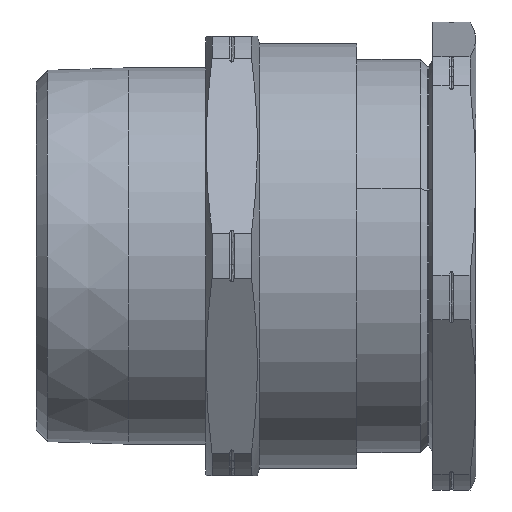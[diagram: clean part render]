
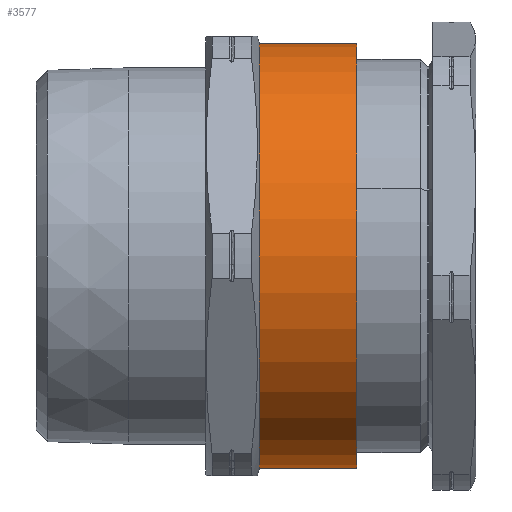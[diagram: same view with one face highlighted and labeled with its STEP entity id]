
A CAD part, front view. The second image highlights one B-rep face of the part: STEP entity #3577.
In plain terms, the highlighted cylindrical face has radius 34 mm (diameter 68 mm), a partial arc.
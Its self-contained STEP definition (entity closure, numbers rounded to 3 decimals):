
#198 = CARTESIAN_POINT ( 'NONE',  ( 51.4, 0., 34. ) ) ;
#207 = VECTOR ( 'NONE', #3485, 1000. ) ;
#317 = LINE ( 'NONE', #410, #840 ) ;
#365 = EDGE_CURVE ( 'NONE', #778, #3359, #2011, .T. ) ;
#410 = CARTESIAN_POINT ( 'NONE',  ( 51.4, 0., -34. ) ) ;
#535 = ORIENTED_EDGE ( 'NONE', *, *, #920, .T. ) ;
#588 = EDGE_CURVE ( 'NONE', #3295, #778, #965, .T. ) ;
#627 = DIRECTION ( 'NONE',  ( 0., 0., -1. ) ) ;
#758 = CARTESIAN_POINT ( 'NONE',  ( 51.4, 0., 34. ) ) ;
#763 = CARTESIAN_POINT ( 'NONE',  ( 35.8, 0., 0. ) ) ;
#778 = VERTEX_POINT ( 'NONE', #198 ) ;
#840 = VECTOR ( 'NONE', #2590, 1000. ) ;
#862 = DIRECTION ( 'NONE',  ( 1., 0., 0. ) ) ;
#880 = EDGE_LOOP ( 'NONE', ( #1848, #2067, #535, #3534 ) ) ;
#920 = EDGE_CURVE ( 'NONE', #1050, #3359, #317, .T. ) ;
#965 = LINE ( 'NONE', #758, #207 ) ;
#1050 = VERTEX_POINT ( 'NONE', #2207 ) ;
#1172 = CARTESIAN_POINT ( 'NONE',  ( 51.4, 0., 0. ) ) ;
#1362 = DIRECTION ( 'NONE',  ( 0., 0., -1. ) ) ;
#1363 = AXIS2_PLACEMENT_3D ( 'NONE', #1805, #2366, #2117 ) ;
#1805 = CARTESIAN_POINT ( 'NONE',  ( 51.4, 0., 0. ) ) ;
#1848 = ORIENTED_EDGE ( 'NONE', *, *, #588, .F. ) ;
#2011 = CIRCLE ( 'NONE', #2191, 34. ) ;
#2067 = ORIENTED_EDGE ( 'NONE', *, *, #2274, .T. ) ;
#2117 = DIRECTION ( 'NONE',  ( 0., 0., -1. ) ) ;
#2176 = DIRECTION ( 'NONE',  ( 1., 0., 0. ) ) ;
#2191 = AXIS2_PLACEMENT_3D ( 'NONE', #1172, #862, #627 ) ;
#2207 = CARTESIAN_POINT ( 'NONE',  ( 35.8, 0., -34. ) ) ;
#2274 = EDGE_CURVE ( 'NONE', #3295, #1050, #3055, .T. ) ;
#2366 = DIRECTION ( 'NONE',  ( 1., 0., 0. ) ) ;
#2432 = AXIS2_PLACEMENT_3D ( 'NONE', #763, #2176, #1362 ) ;
#2590 = DIRECTION ( 'NONE',  ( 1., 0., 0. ) ) ;
#2949 = CARTESIAN_POINT ( 'NONE',  ( 35.8, 0., 34. ) ) ;
#3055 = CIRCLE ( 'NONE', #2432, 34. ) ;
#3143 = FACE_OUTER_BOUND ( 'NONE', #880, .T. ) ;
#3295 = VERTEX_POINT ( 'NONE', #2949 ) ;
#3298 = CARTESIAN_POINT ( 'NONE',  ( 51.4, 0., -34. ) ) ;
#3359 = VERTEX_POINT ( 'NONE', #3298 ) ;
#3485 = DIRECTION ( 'NONE',  ( 1., 0., 0. ) ) ;
#3534 = ORIENTED_EDGE ( 'NONE', *, *, #365, .F. ) ;
#3551 = CYLINDRICAL_SURFACE ( 'NONE', #1363, 34. ) ;
#3577 = ADVANCED_FACE ( 'NONE', ( #3143 ), #3551, .T. ) ;
